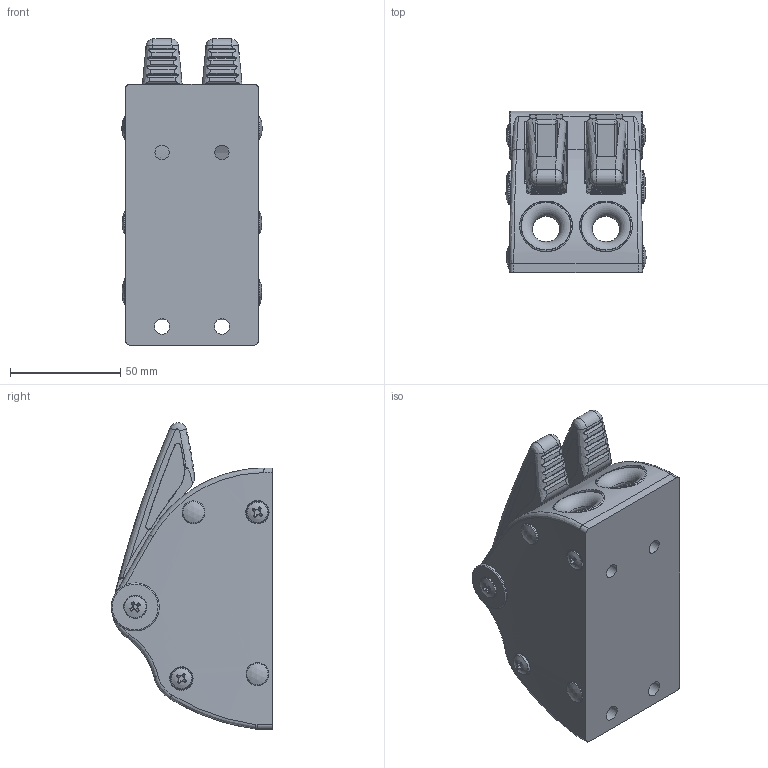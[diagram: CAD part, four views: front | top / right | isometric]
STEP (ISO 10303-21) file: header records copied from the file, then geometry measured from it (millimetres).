
FILE_DESCRIPTION(/* description */ (''),/* implementation_level */ '2;1');
FILE_NAME(/* name */ '543.120.stp',/* time_stamp */ '2023-05-17T16:00:23+02:00',/* author */ ('lucade'),/* organization */ (''),/* preprocessor_version */ 'ST-DEVELOPER v19.2',/* originating_system */ 'Autodesk Inventor 2023',/* authorisation */ '');
FILE_SCHEMA (('AUTOMOTIVE_DESIGN { 1 0 10303 214 3 1 1 }'));
Length unit declared in the file: millimetre
Products named in the file (1): 19102902
Bounding box: 63.8 x 73.4 x 139.11 mm (x, y, z)
Volume: 265095.5 mm3; surface area: 74473.1 mm2
Topology: 3 solids, 21 shells, 780 faces, 2062 edges, 1339 vertices
Faces by surface type: cylinder 254, plane 251, torus 97, bspline 93, cone 65, sphere 20
Full cylindrical faces by diameter (mm): 4.8 x1, 4.85 x1, 5 x3, 5.1 x3, 5.2 x1, 5.5 x2, 6.5 x2, 7 x2, 8 x9, 8.2 x4, 10 x2, 10.2 x6, 10.3 x3, 11.5 x4, 21.8 x1, 24 x2
Entity records: 29757 total; most frequent: CARTESIAN_POINT 10985, ORIENTED_EDGE 4120, DIRECTION 3734, EDGE_CURVE 2060, AXIS2_PLACEMENT_3D 1534, VERTEX_POINT 1339, EDGE_LOOP 841, FACE_OUTER_BOUND 780
